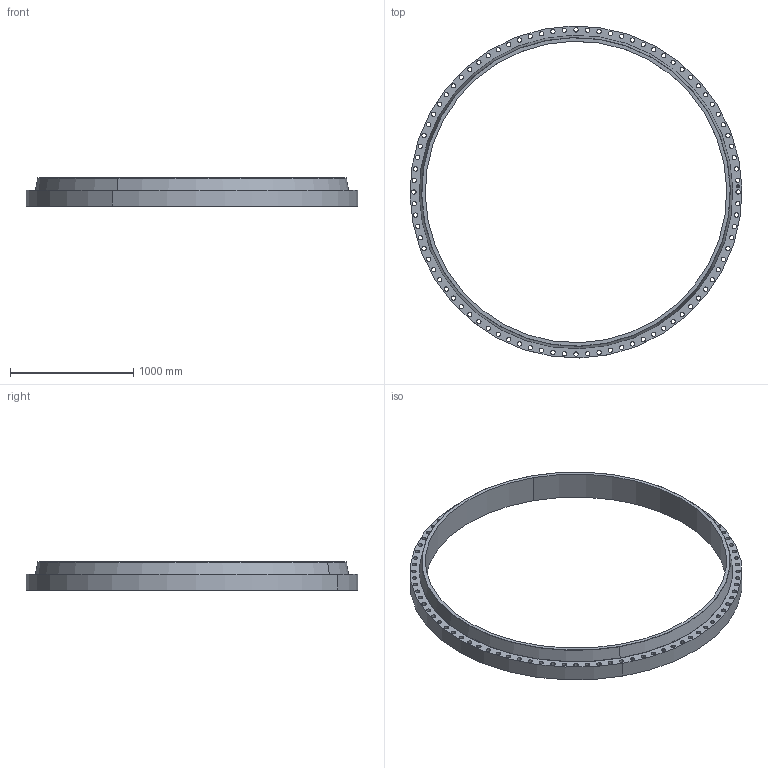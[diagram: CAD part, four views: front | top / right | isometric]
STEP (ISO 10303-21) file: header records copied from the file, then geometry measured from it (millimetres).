
FILE_DESCRIPTION(('3D STEP'),'2;1');
FILE_NAME('96-175-FF-SO-BCIS-FLANGE.stp','2013-09-15T06:44:56+00:00',('Texas Flange'),(''),'CATIA Version 5 Release 20 SP 6 (IN-10)','CATIA V5 STEP AP214','800-826-3801');
FILE_SCHEMA(('AUTOMOTIVE_DESIGN { 1 0 10303 214 1 1 1 1 }'));
Length unit declared in the file: inch
Products named in the file (1): 96-175-FF-SO-BCIS-FLANGE
Bounding box: 2691.65 x 2691.65 x 228.6 mm (x, y, z)
Volume: 146772477.2 mm3; surface area: 6558007.5 mm2
Topology: 1 solids, 1 shells, 574 faces, 1658 edges, 1104 vertices
Faces by surface type: plane 368, cylinder 200, torus 4, cone 2
Entity records: 20828 total; most frequent: ORIENTED_EDGE 3316, CARTESIAN_POINT 3210, DIRECTION 2552, EDGE_CURVE 1658, VECTOR 1246, LINE 1246, VERTEX_POINT 1104, AXIS2_PLACEMENT_3D 860
